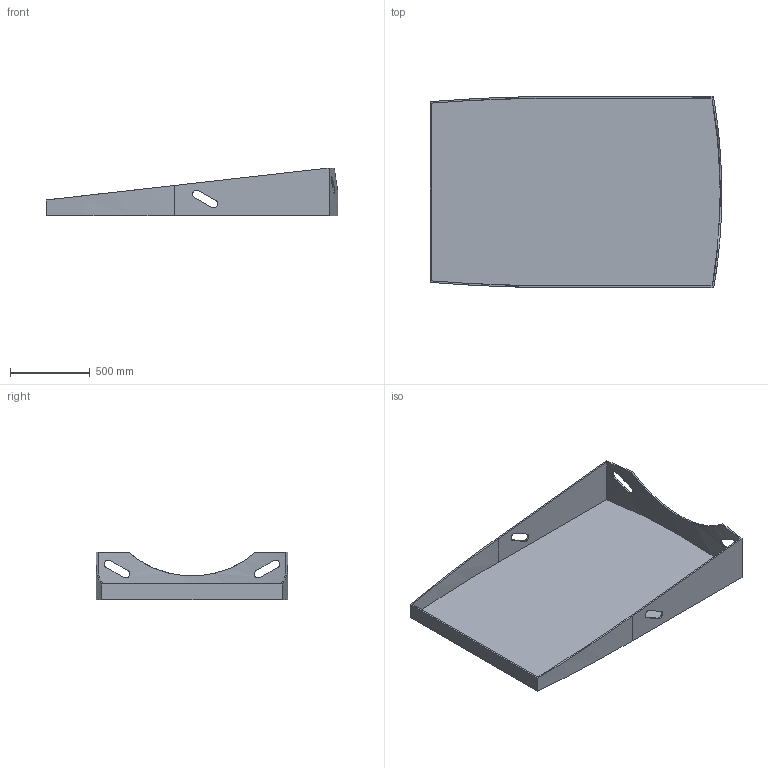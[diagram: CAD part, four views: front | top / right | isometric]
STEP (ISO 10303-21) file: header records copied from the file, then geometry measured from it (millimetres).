
FILE_DESCRIPTION(/* description */ (''),/* implementation_level */ '2;1');
FILE_NAME(/* name */ 'C - Plancher type bac plastique - T6 procab L1 V2 v7.step',/* time_stamp */ '2020-03-31T10:41:35+02:00',/* author */ (''),/* organization */ (''),/* preprocessor_version */ 'ST-DEVELOPER v18',/* originating_system */ 'Autodesk Translation Framework v8.12.0.6',/* authorisation */ '');
FILE_SCHEMA (('AUTOMOTIVE_DESIGN { 1 0 10303 214 3 1 1 }'));
Length unit declared in the file: millimetre
Products named in the file (1): C - Plancher type bac plastique - T6 procab L1 V2
Bounding box: 1831.12 x 1200 x 300 mm (x, y, z)
Volume: 31675743.9 mm3; surface area: 6411537.3 mm2
Topology: 1 solids, 1 shells, 34 faces, 95 edges, 63 vertices
Faces by surface type: plane 19, cylinder 15
Entity records: 1480 total; most frequent: CARTESIAN_POINT 543, ORIENTED_EDGE 190, DIRECTION 185, EDGE_CURVE 95, AXIS2_PLACEMENT_3D 65, VERTEX_POINT 63, LINE 55, VECTOR 55
